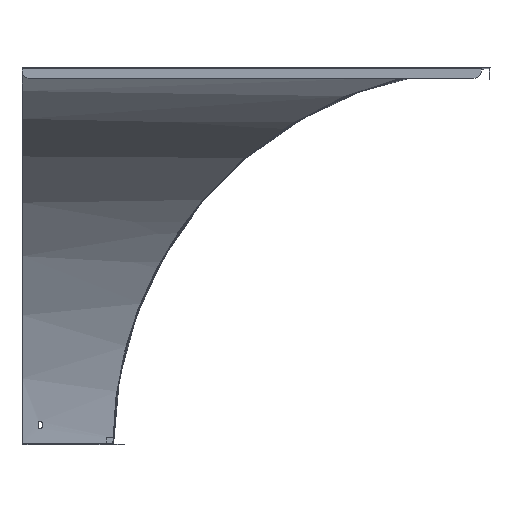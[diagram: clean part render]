
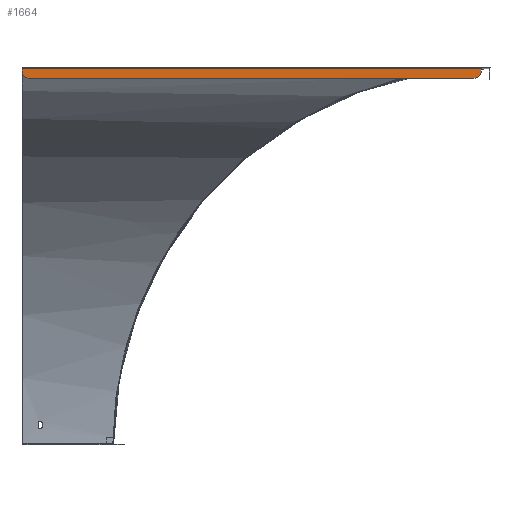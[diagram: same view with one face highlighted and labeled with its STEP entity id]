
A CAD part, top view. The second image highlights one B-rep face of the part: STEP entity #1664.
In plain terms, the highlighted face is planar.
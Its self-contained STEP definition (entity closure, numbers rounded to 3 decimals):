
#121=PLANE('',#1807);
#215=LINE('',#2901,#342);
#216=LINE('',#2903,#343);
#217=LINE('',#2905,#344);
#218=LINE('',#2908,#345);
#342=VECTOR('',#2138,1.698);
#343=VECTOR('',#2139,315.);
#344=VECTOR('',#2140,1.698);
#345=VECTOR('',#2143,305.);
#463=FACE_OUTER_BOUND('',#568,.T.);
#568=EDGE_LOOP('',(#1348,#1349,#1350,#1351,#1352,#1353));
#660=CIRCLE('',#1805,5.);
#662=CIRCLE('',#1808,5.);
#769=VERTEX_POINT('',#2891);
#770=VERTEX_POINT('',#2892);
#773=VERTEX_POINT('',#2900);
#774=VERTEX_POINT('',#2902);
#775=VERTEX_POINT('',#2904);
#776=VERTEX_POINT('',#2906);
#971=EDGE_CURVE('',#769,#770,#660,.T.);
#975=EDGE_CURVE('',#769,#773,#215,.T.);
#976=EDGE_CURVE('',#773,#774,#216,.T.);
#977=EDGE_CURVE('',#775,#774,#217,.T.);
#978=EDGE_CURVE('',#776,#775,#662,.T.);
#979=EDGE_CURVE('',#770,#776,#218,.T.);
#1348=ORIENTED_EDGE('',*,*,#971,.F.);
#1349=ORIENTED_EDGE('',*,*,#975,.T.);
#1350=ORIENTED_EDGE('',*,*,#976,.T.);
#1351=ORIENTED_EDGE('',*,*,#977,.F.);
#1352=ORIENTED_EDGE('',*,*,#978,.F.);
#1353=ORIENTED_EDGE('',*,*,#979,.F.);
#1664=ADVANCED_FACE('',(#463),#121,.F.);
#1805=AXIS2_PLACEMENT_3D('',#2893,#2130,#2131);
#1807=AXIS2_PLACEMENT_3D('',#2899,#2136,#2137);
#1808=AXIS2_PLACEMENT_3D('',#2907,#2141,#2142);
#2130=DIRECTION('center_axis',(-1.,0.,0.));
#2131=DIRECTION('ref_axis',(0.,-0.707,-0.707));
#2136=DIRECTION('center_axis',(-1.,0.,0.));
#2137=DIRECTION('ref_axis',(0.,0.,
-1.));
#2138=DIRECTION('',(0.,1.,0.));
#2139=DIRECTION('',(0.,0.,1.));
#2140=DIRECTION('',(0.,1.,0.));
#2141=DIRECTION('center_axis',(-1.,0.,0.));
#2142=DIRECTION('ref_axis',(0.,-0.707,0.707));
#2143=DIRECTION('',(0.,0.,1.));
#2891=CARTESIAN_POINT('',(0.,255.9,6.));
#2892=CARTESIAN_POINT('',(0.,250.9,11.));
#2893=CARTESIAN_POINT('Origin',(0.,255.9,11.));
#2899=CARTESIAN_POINT('Origin',(0.,460.613,160.5));
#2900=CARTESIAN_POINT('',(0.,257.598,6.));
#2901=CARTESIAN_POINT('',(0.,359.356,6.));
#2902=CARTESIAN_POINT('',(0.,257.598,321.));
#2903=CARTESIAN_POINT('',(0.,257.598,160.5));
#2904=CARTESIAN_POINT('',(0.,255.9,321.));
#2905=CARTESIAN_POINT('',(0.,670.326,321.));
#2906=CARTESIAN_POINT('',(0.,250.9,316.));
#2907=CARTESIAN_POINT('Origin',(0.,255.9,316.));
#2908=CARTESIAN_POINT('',(0.,250.9,0.));
